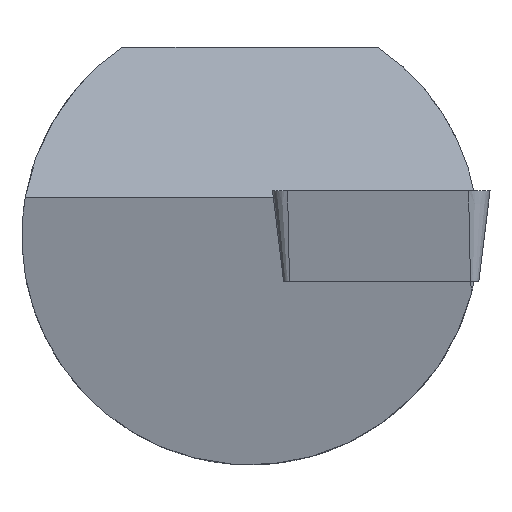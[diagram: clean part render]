
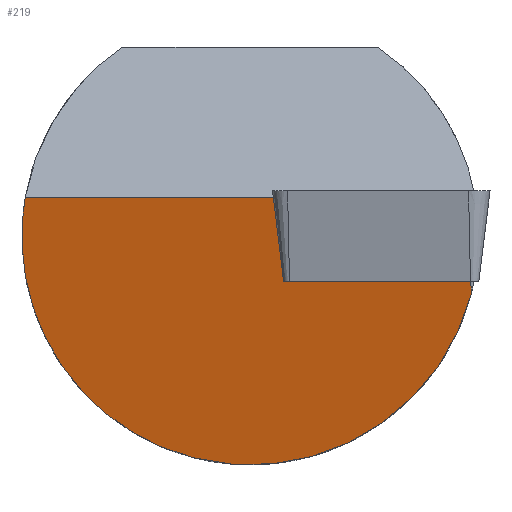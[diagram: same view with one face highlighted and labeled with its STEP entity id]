
A CAD part, left-side view. The second image highlights one B-rep face of the part: STEP entity #219.
In plain terms, the highlighted planar face has unit normal (-0.978, 0.172, -0.122).
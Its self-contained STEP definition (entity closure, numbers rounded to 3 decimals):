
#194=ELLIPSE('',#555,10.231,10.);
#202=PLANE('',#562);
#219=ADVANCED_FACE('',(#245),#202,.F.);
#245=FACE_OUTER_BOUND('',#266,.T.);
#266=EDGE_LOOP('',(#385,#386,#387,#388,#389));
#283=LINE('',#695,#316);
#294=LINE('',#751,#327);
#295=LINE('',#754,#328);
#296=LINE('',#756,#329);
#316=VECTOR('',#588,1.);
#327=VECTOR('',#621,1.);
#328=VECTOR('',#626,1.);
#329=VECTOR('',#627,1.);
#385=ORIENTED_EDGE('',*,*,#507,.F.);
#386=ORIENTED_EDGE('',*,*,#508,.T.);
#387=ORIENTED_EDGE('',*,*,#506,.F.);
#388=ORIENTED_EDGE('',*,*,#496,.F.);
#389=ORIENTED_EDGE('',*,*,#486,.F.);
#451=VERTEX_POINT('',#693);
#453=VERTEX_POINT('',#696);
#461=VERTEX_POINT('',#734);
#466=VERTEX_POINT('',#748);
#467=VERTEX_POINT('',#755);
#486=EDGE_CURVE('',#451,#453,#283,.T.);
#496=EDGE_CURVE('',#453,#461,#194,.T.);
#506=EDGE_CURVE('',#461,#466,#294,.T.);
#507=EDGE_CURVE('',#467,#451,#295,.T.);
#508=EDGE_CURVE('',#467,#466,#296,.T.);
#555=AXIS2_PLACEMENT_3D('',#733,#604,#605);
#562=AXIS2_PLACEMENT_3D('',#757,#628,#629);
#588=DIRECTION('',(0.12,-0.021,-0.993));
#604=DIRECTION('',(0.977,-0.172,0.122));
#605=DIRECTION('',(-0.211,-0.798,0.564));
#621=DIRECTION('',(-0.174,-0.985,0.));
#626=DIRECTION('',(-0.174,-0.985,0.));
#627=DIRECTION('',(-0.102,0.121,0.987));
#628=DIRECTION('',(0.977,-0.172,0.122));
#629=DIRECTION('',(0.174,0.985,0.));
#693=CARTESIAN_POINT('',(0.591,-9.663,-1.97));
#695=CARTESIAN_POINT('',(0.591,-9.663,-1.97));
#696=CARTESIAN_POINT('',(0.658,-9.675,-2.529));
#733=CARTESIAN_POINT('',(2.049,0.,0.));
#734=CARTESIAN_POINT('',(3.575,9.854,1.7));
#748=CARTESIAN_POINT('',(1.659,-1.012,1.7));
#751=CARTESIAN_POINT('',(19.9,102.443,1.7));
#754=CARTESIAN_POINT('',(4.146,10.5,-1.97));
#755=CARTESIAN_POINT('',(2.037,-1.462,-1.97));
#756=CARTESIAN_POINT('',(1.911,-1.313,-0.75));
#757=CARTESIAN_POINT('',(4.146,10.5,-1.97));
